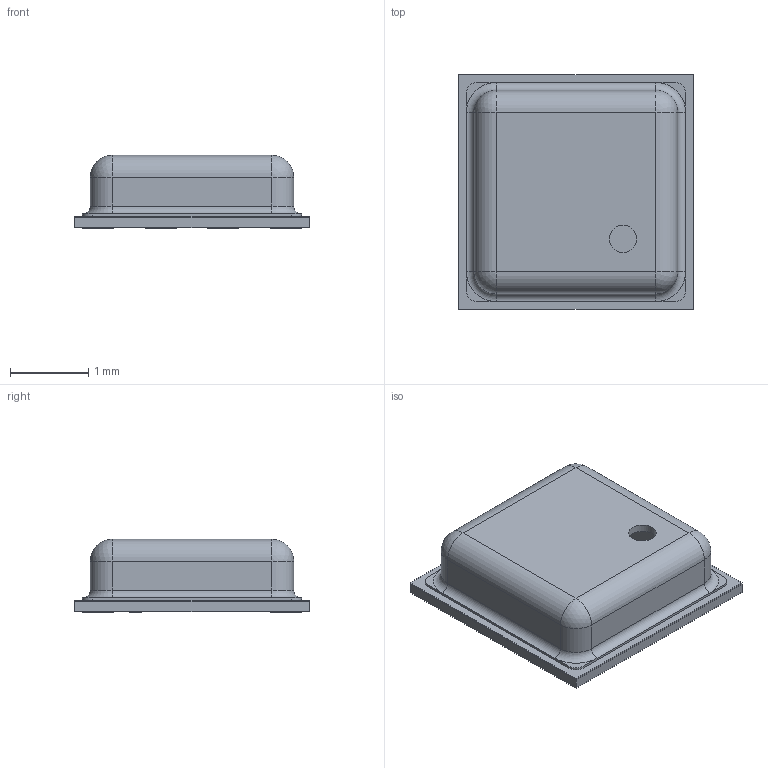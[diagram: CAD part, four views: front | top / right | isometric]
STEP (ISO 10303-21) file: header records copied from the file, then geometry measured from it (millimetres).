
FILE_DESCRIPTION(/* description */ (''),/* implementation_level */ '2;1');
FILE_NAME(/* name */ 'BME680.step',/* time_stamp */ '2018-03-31T12:04:39+02:00',/* author */ (''),/* organization */ (''),/* preprocessor_version */ 'ST-DEVELOPER v16.13',/* originating_system */ 'Autodesk Translation Framework v6.5.0.72',/* authorisation */ '');
FILE_SCHEMA (('AUTOMOTIVE_DESIGN { 1 0 10303 214 3 1 1 }'));
Length unit declared in the file: millimetre
Products named in the file (4): BME680; pads; pcb; lid
Assembly tree (3 placements, depth 2):
  BME680
    pads
    pcb
    lid
Bounding box: 3 x 3 x 0.94 mm (x, y, z)
Volume: 3.1 mm3; surface area: 61.9 mm2
Topology: 11 solids, 11 shells, 119 faces, 242 edges, 148 vertices
Faces by surface type: plane 81, cylinder 26, sphere 8, torus 4
Full cylindrical faces by diameter (mm): 0.15 x1, 0.35 x1
Entity records: 3175 total; most frequent: DIRECTION 550, CARTESIAN_POINT 516, ORIENTED_EDGE 484, EDGE_CURVE 242, LINE 186, VECTOR 186, AXIS2_PLACEMENT_3D 182, VERTEX_POINT 148
